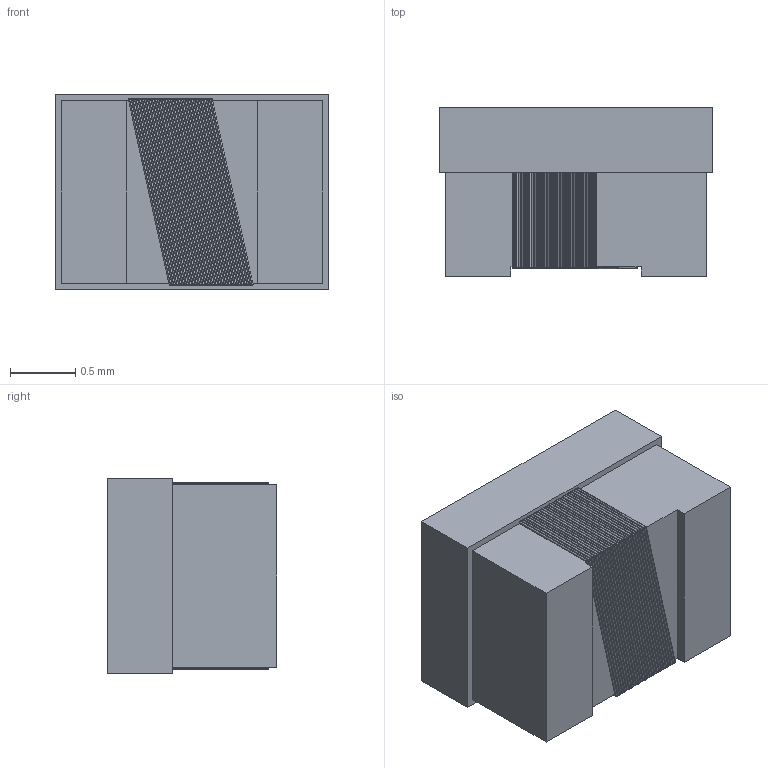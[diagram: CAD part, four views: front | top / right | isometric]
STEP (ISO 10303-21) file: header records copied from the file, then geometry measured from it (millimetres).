
FILE_DESCRIPTION((''),'2;1');
FILE_NAME('CW201212','2012-08-21T',('ryans'),('Bourns, Inc.'),'PRO/ENGINEER BY PARAMETRIC TECHNOLOGY CORPORATION, 2010100','PRO/ENGINEER BY PARAMETRIC TECHNOLOGY CORPORATION, 2010100','');
FILE_SCHEMA(('CONFIG_CONTROL_DESIGN'));
Length unit declared in the file: millimetre
Products named in the file (1): CW201212
Bounding box: 2.1 x 1.3 x 1.5 mm (x, y, z)
Volume: 3.7 mm3; surface area: 17.5 mm2
Topology: 1 solids, 1 shells, 535 faces, 1284 edges, 752 vertices
Faces by surface type: plane 223, cylinder 208, sphere 104
Entity records: 15236 total; most frequent: DIRECTION 2770, CARTESIAN_POINT 2571, ORIENTED_EDGE 2568, EDGE_CURVE 1284, AXIS2_PLACEMENT_3D 951, VECTOR 868, LINE 868, VERTEX_POINT 752
